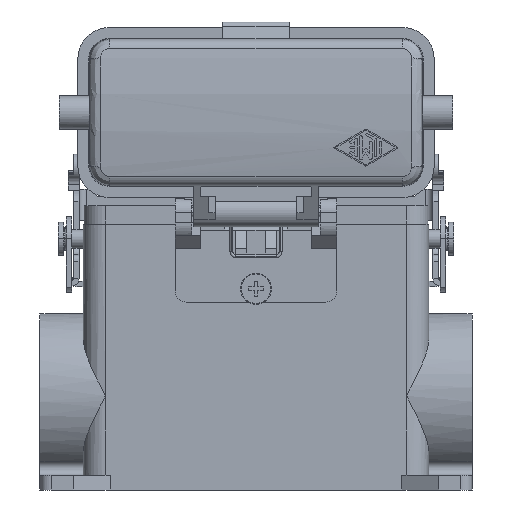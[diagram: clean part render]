
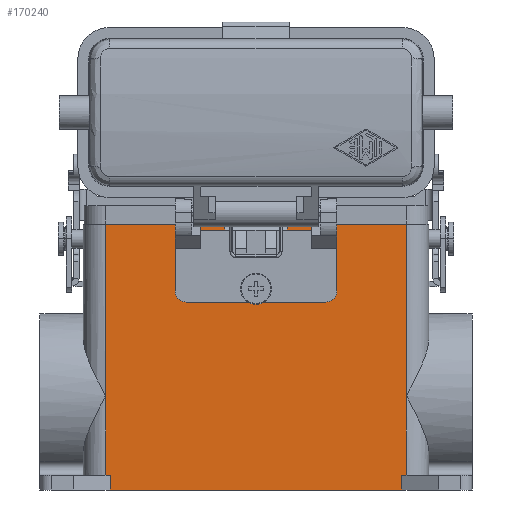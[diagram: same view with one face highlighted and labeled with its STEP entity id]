
A CAD part, left-side view. The second image highlights one B-rep face of the part: STEP entity #170240.
In plain terms, the highlighted face is planar.
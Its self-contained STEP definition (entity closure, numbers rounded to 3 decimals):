
#18680=CARTESIAN_POINT('',(-21.9,22.25,2.4));
#18690=VERTEX_POINT('',#18680);
#18980=CARTESIAN_POINT('',(-8.5,22.25,2.4));
#18990=VERTEX_POINT('',#18980);
#19020=CARTESIAN_POINT('',(0.,22.25,2.4));
#19030=DIRECTION('',(-1.,0.,0.));
#19040=VECTOR('',#19030,1.);
#19050=LINE('',#19020,#19040);
#19060=EDGE_CURVE('',#18990,#18690,#19050,.T.);
#25620=CARTESIAN_POINT('',(21.9,22.25,-14.1));
#25630=VERTEX_POINT('',#25620);
#25660=CARTESIAN_POINT('',(21.9,22.25,0.));
#25670=DIRECTION('',(0.,0.,1.));
#25680=VECTOR('',#25670,1.);
#25690=LINE('',#25660,#25680);
#25700=CARTESIAN_POINT('',(21.9,22.25,2.4));
#25710=VERTEX_POINT('',#25700);
#25720=EDGE_CURVE('',#25630,#25710,#25690,.T.);
#52410=CARTESIAN_POINT('',(-18.9,22.25,-17.1));
#52420=VERTEX_POINT('',#52410);
#52450=CARTESIAN_POINT('',(0.,22.25,-17.1));
#52460=DIRECTION('',(1.,0.,0.));
#52470=VECTOR('',#52460,1.);
#52480=LINE('',#52450,#52470);
#52490=CARTESIAN_POINT('',(18.9,22.25,-17.1));
#52500=VERTEX_POINT('',#52490);
#52510=EDGE_CURVE('',#52420,#52500,#52480,.T.);
#57220=CARTESIAN_POINT('',(-21.9,22.25,-14.1));
#57230=VERTEX_POINT('',#57220);
#57260=CARTESIAN_POINT('',(-18.9,22.25,-14.1));
#57270=DIRECTION('',(0.,-1.,0.));
#57280=DIRECTION('',(-1.,0.,0.));
#57290=AXIS2_PLACEMENT_3D('',#57260,#57270,#57280);
#57300=CIRCLE('',#57290,3.);
#57310=EDGE_CURVE('',#57230,#52420,#57300,.T.);
#92930=CARTESIAN_POINT('',(-8.5,22.25,4.));
#92940=VERTEX_POINT('',#92930);
#92970=CARTESIAN_POINT('',(-8.5,22.25,0.));
#92980=DIRECTION('',(0.,0.,-1.));
#92990=VECTOR('',#92980,1.);
#93000=LINE('',#92970,#92990);
#93010=EDGE_CURVE('',#92940,#18990,#93000,.T.);
#95900=CARTESIAN_POINT('',(40.75,22.25,-42.5));
#95910=VERTEX_POINT('',#95900);
#95940=CARTESIAN_POINT('',(40.75,22.25,-68.));
#95950=DIRECTION('',(0.,0.,1.));
#95960=VECTOR('',#95950,1.);
#95970=LINE('',#95940,#95960);
#95980=CARTESIAN_POINT('',(40.75,22.25,-64.));
#95990=VERTEX_POINT('',#95980);
#96000=EDGE_CURVE('',#95990,#95910,#95970,.T.);
#117520=CARTESIAN_POINT('',(0.,22.25,2.4));
#117530=DIRECTION('',(-1.,0.,0.));
#117540=VECTOR('',#117530,1.);
#117550=LINE('',#117520,#117540);
#117560=CARTESIAN_POINT('',(8.5,22.25,2.4));
#117570=VERTEX_POINT('',#117560);
#117580=EDGE_CURVE('',#25710,#117570,#117550,.T.);
#125130=CARTESIAN_POINT('',(18.9,22.25,-14.1));
#125140=DIRECTION('',(0.,1.,0.));
#125150=DIRECTION('',(1.,0.,0.));
#125160=AXIS2_PLACEMENT_3D('',#125130,#125140,#125150);
#125170=CIRCLE('',#125160,3.);
#125180=EDGE_CURVE('',#25630,#52500,#125170,.T.);
#140230=CARTESIAN_POINT('',(-39.5,22.25,-64.));
#140240=VERTEX_POINT('',#140230);
#140270=CARTESIAN_POINT('',(-40.75,22.25,-64.));
#140280=DIRECTION('',(1.,0.,0.));
#140290=VECTOR('',#140280,1.25);
#140300=LINE('',#140270,#140290);
#140310=CARTESIAN_POINT('',(-40.75,22.25,-64.));
#140320=VERTEX_POINT('',#140310);
#140330=EDGE_CURVE('',#140320,#140240,#140300,.T.);
#142160=CARTESIAN_POINT('',(39.5,22.25,-68.));
#142170=VERTEX_POINT('',#142160);
#142200=CARTESIAN_POINT('',(-39.5,22.25,-68.));
#142210=DIRECTION('',(1.,0.,0.));
#142220=VECTOR('',#142210,79.);
#142230=LINE('',#142200,#142220);
#142240=CARTESIAN_POINT('',(-39.5,22.25,-68.));
#142250=VERTEX_POINT('',#142240);
#142260=EDGE_CURVE('',#142250,#142170,#142230,.T.);
#142760=CARTESIAN_POINT('',(-21.9,22.25,0.));
#142770=DIRECTION('',(0.,0.,1.));
#142780=VECTOR('',#142770,1.);
#142790=LINE('',#142760,#142780);
#142800=EDGE_CURVE('',#57230,#18690,#142790,.T.);
#149060=CARTESIAN_POINT('',(40.75,22.25,4.));
#149070=VERTEX_POINT('',#149060);
#149100=EDGE_CURVE('',#95910,#149070,#95970,.T.);
#149510=CARTESIAN_POINT('',(-40.75,22.25,4.));
#149520=VERTEX_POINT('',#149510);
#149550=CARTESIAN_POINT('',(-40.75,22.25,4.));
#149560=DIRECTION('',(1.,0.,0.));
#149570=VECTOR('',#149560,81.5);
#149580=LINE('',#149550,#149570);
#149590=EDGE_CURVE('',#149520,#92940,#149580,.T.);
#150380=CARTESIAN_POINT('',(8.5,22.25,4.));
#150390=VERTEX_POINT('',#150380);
#150420=EDGE_CURVE('',#150390,#149070,#149580,.T.);
#168670=CARTESIAN_POINT('',(-40.75,22.25,-64.));
#168680=DIRECTION('',(0.,0.,1.));
#168690=VECTOR('',#168680,69.);
#168700=LINE('',#168670,#168690);
#168710=CARTESIAN_POINT('',(-40.75,22.25,-42.5));
#168720=VERTEX_POINT('',#168710);
#168730=EDGE_CURVE('',#168720,#149520,#168700,.T.);
#169740=CARTESIAN_POINT('',(-39.5,22.25,-68.));
#169750=DIRECTION('',(0.,1.,0.));
#169760=DIRECTION('',(0.,0.,1.));
#169770=AXIS2_PLACEMENT_3D('',#169740,#169750,#169760);
#169780=PLANE('',#169770);
#169790=CARTESIAN_POINT('',(39.5,22.25,-64.));
#169800=DIRECTION('',(1.,0.,0.));
#169810=VECTOR('',#169800,1.25);
#169820=LINE('',#169790,#169810);
#169830=CARTESIAN_POINT('',(39.5,22.25,-64.));
#169840=VERTEX_POINT('',#169830);
#169850=EDGE_CURVE('',#169840,#95990,#169820,.T.);
#169860=ORIENTED_EDGE('',*,*,#169850,.F.);
#169870=ORIENTED_EDGE('',*,*,#96000,.F.);
#169880=ORIENTED_EDGE('',*,*,#149100,.F.);
#169890=ORIENTED_EDGE('',*,*,#150420,.T.);
#169900=CARTESIAN_POINT('',(8.5,22.25,0.));
#169910=DIRECTION('',(0.,0.,-1.));
#169920=VECTOR('',#169910,1.);
#169930=LINE('',#169900,#169920);
#169940=EDGE_CURVE('',#150390,#117570,#169930,.T.);
#169950=ORIENTED_EDGE('',*,*,#169940,.F.);
#169960=ORIENTED_EDGE('',*,*,#117580,.T.);
#169970=ORIENTED_EDGE('',*,*,#25720,.T.);
#169980=ORIENTED_EDGE('',*,*,#125180,.F.);
#169990=ORIENTED_EDGE('',*,*,#52510,.T.);
#170000=ORIENTED_EDGE('',*,*,#57310,.T.);
#170010=ORIENTED_EDGE('',*,*,#142800,.F.);
#170020=ORIENTED_EDGE('',*,*,#19060,.T.);
#170030=ORIENTED_EDGE('',*,*,#93010,.T.);
#170040=ORIENTED_EDGE('',*,*,#149590,.T.);
#170050=ORIENTED_EDGE('',*,*,#168730,.T.);
#170060=EDGE_CURVE('',#140320,#168720,#168700,.T.);
#170070=ORIENTED_EDGE('',*,*,#170060,.T.);
#170080=ORIENTED_EDGE('',*,*,#140330,.F.);
#170090=CARTESIAN_POINT('',(-39.5,22.25,-68.));
#170100=DIRECTION('',(0.,0.,1.));
#170110=VECTOR('',#170100,4.);
#170120=LINE('',#170090,#170110);
#170130=EDGE_CURVE('',#142250,#140240,#170120,.T.);
#170140=ORIENTED_EDGE('',*,*,#170130,.T.);
#170150=ORIENTED_EDGE('',*,*,#142260,.F.);
#170160=CARTESIAN_POINT('',(39.5,22.25,-68.));
#170170=DIRECTION('',(0.,0.,1.));
#170180=VECTOR('',#170170,4.);
#170190=LINE('',#170160,#170180);
#170200=EDGE_CURVE('',#142170,#169840,#170190,.T.);
#170210=ORIENTED_EDGE('',*,*,#170200,.F.);
#170220=EDGE_LOOP('',(#170210,#170150,#170140,#170080,#170070,#170050,
#170040,#170030,#170020,#170010,#170000,#169990,#169980,#169970,#169960,
#169950,#169890,#169880,#169870,#169860));
#170230=FACE_OUTER_BOUND('',#170220,.T.);
#170240=ADVANCED_FACE('',(#170230),#169780,.T.);
